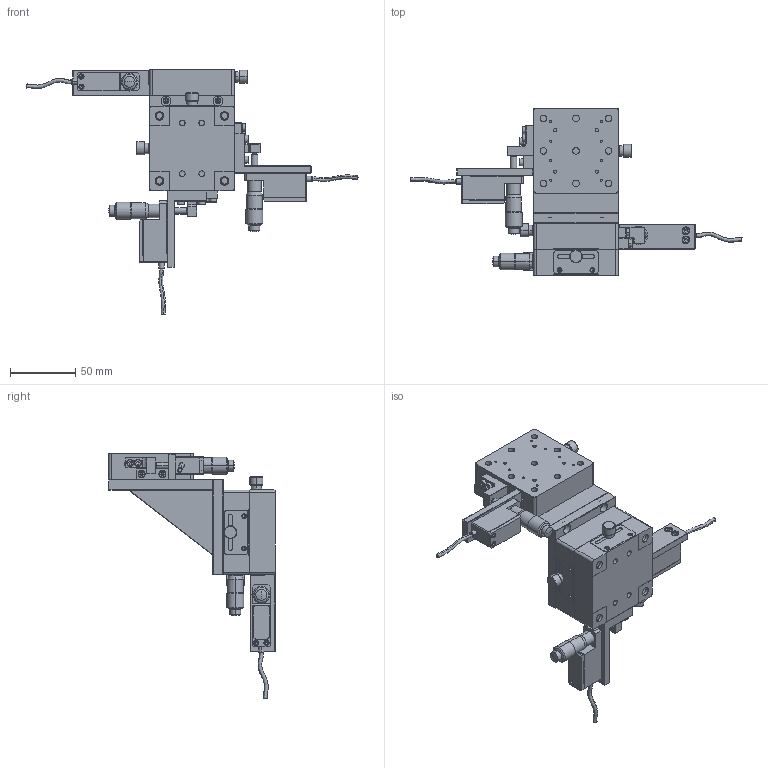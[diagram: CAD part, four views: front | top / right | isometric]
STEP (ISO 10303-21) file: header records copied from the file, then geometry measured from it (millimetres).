
FILE_DESCRIPTION (( 'STEP AP203' ), '1' );
FILE_NAME ('XYZ65P84粽峚葩磁怢.STEP', '2021-04-30T01:48:56', ( '' ), ( '' ), 'SwSTEP 2.0', 'SolidWorks 2016', '' );
FILE_SCHEMA (( 'CONFIG_CONTROL_DESIGN' ));
Length unit declared in the file: millimetre
Products named in the file (1): XYZ65P84粽峚葩磁怢
Bounding box: 255.16 x 128 x 188.08 mm (x, y, z)
Volume: 397819.4 mm3; surface area: 129681.7 mm2
Topology: 51 solids, 51 shells, 2068 faces, 4572 edges, 2766 vertices
Faces by surface type: plane 1081, cylinder 687, cone 228, torus 54, sphere 12, bspline 6
Entity records: 57248 total; most frequent: CARTESIAN_POINT 10763, DIRECTION 10249, ORIENTED_EDGE 8946, EDGE_CURVE 4473, AXIS2_PLACEMENT_3D 3821, VERTEX_POINT 2757, LINE 2607, VECTOR 2607
